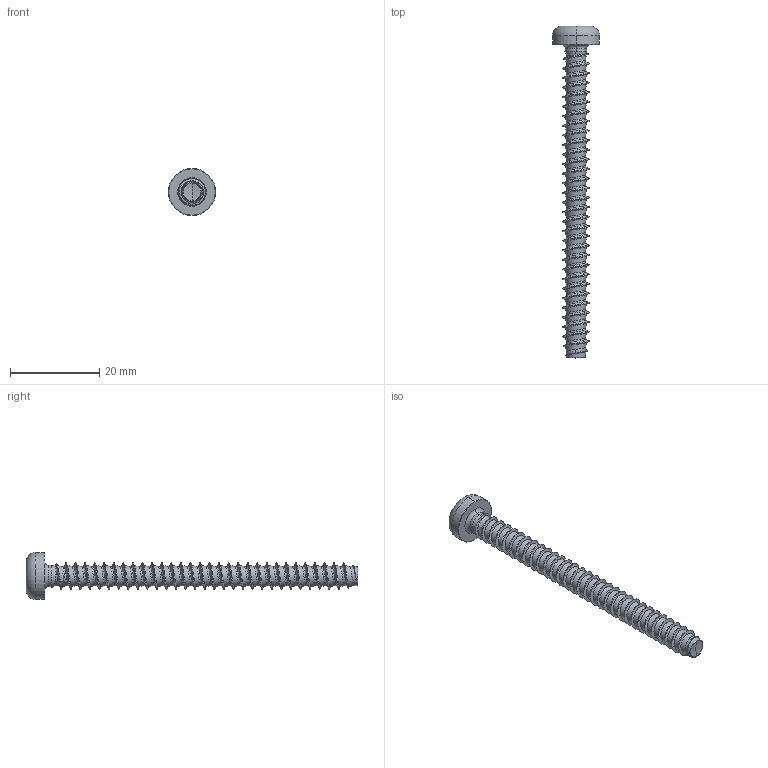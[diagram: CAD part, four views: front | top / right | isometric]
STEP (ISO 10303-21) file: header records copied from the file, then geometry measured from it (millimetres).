
FILE_DESCRIPTION (( 'STEP AP203' ), '1' );
FILE_NAME ('STP390600700.STEP', '2017-08-15T20:04:36', ( '' ), ( '' ), 'SwSTEP 2.0', 'SolidWorks 2015', '' );
FILE_SCHEMA (( 'CONFIG_CONTROL_DESIGN' ));
Length unit declared in the file: millimetre
Products named in the file (1): STP390600700
Bounding box: 10.5 x 74.19 x 10.5 mm (x, y, z)
Volume: 1459.3 mm3; surface area: 1882.3 mm2
Topology: 1 solids, 1 shells, 144 faces, 380 edges, 238 vertices
Faces by surface type: cylinder 88, bspline 35, cone 9, torus 6, sphere 4, plane 2
Entity records: 61021 total; most frequent: CARTESIAN_POINT 57987, ORIENTED_EDGE 756, DIRECTION 441, EDGE_CURVE 378, VERTEX_POINT 238, AXIS2_PLACEMENT_3D 170, B_SPLINE_CURVE_WITH_KNOTS 153, EDGE_LOOP 146
